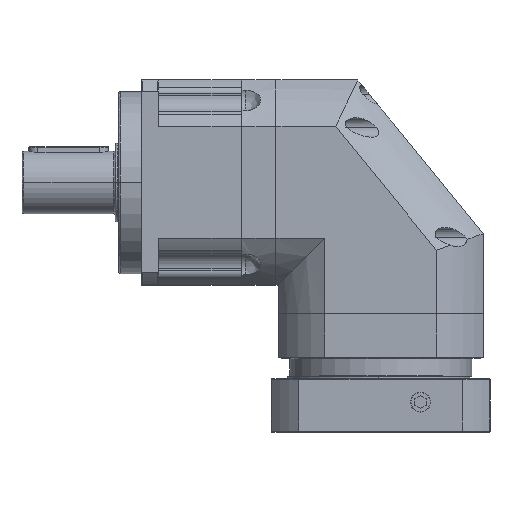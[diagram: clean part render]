
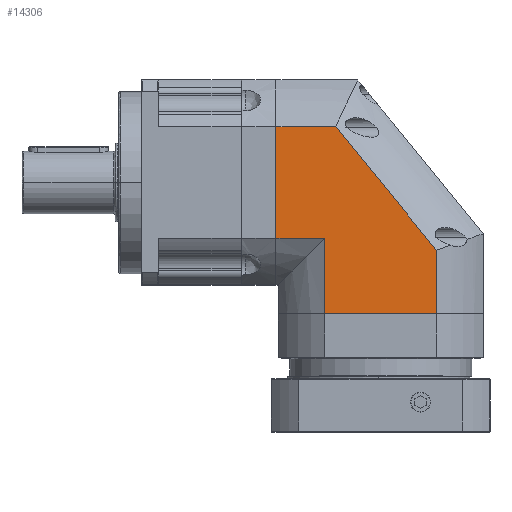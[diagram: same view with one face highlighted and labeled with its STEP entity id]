
A CAD part, top view. The second image highlights one B-rep face of the part: STEP entity #14306.
In plain terms, the highlighted face is planar.
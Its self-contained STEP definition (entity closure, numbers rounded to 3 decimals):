
#13 = EDGE_CURVE ( 'NONE', #30189, #31933, #24866, .T. ) ;
#643 = CARTESIAN_POINT ( 'NONE',  ( -90., 49.054, 92. ) ) ;
#1408 = CARTESIAN_POINT ( 'NONE',  ( -90., 49.054, 49.054 ) ) ;
#1527 = LINE ( 'NONE', #30770, #13804 ) ;
#1571 = VECTOR ( 'NONE', #3972, 1000. ) ;
#1818 = EDGE_CURVE ( 'NONE', #30411, #27513, #13205, .T. ) ;
#3972 = DIRECTION ( 'NONE',  ( 0., 1., 0. ) ) ;
#4348 = ORIENTED_EDGE ( 'NONE', *, *, #13, .F. ) ;
#5174 = ORIENTED_EDGE ( 'NONE', *, *, #19528, .F. ) ;
#5568 = DIRECTION ( 'NONE',  ( 0., 0., -1. ) ) ;
#5777 = ORIENTED_EDGE ( 'NONE', *, *, #1818, .F. ) ;
#5842 = CARTESIAN_POINT ( 'NONE',  ( -90., -49.054, 92. ) ) ;
#6648 = ORIENTED_EDGE ( 'NONE', *, *, #27543, .F. ) ;
#6657 = LINE ( 'NONE', #23209, #16179 ) ;
#8521 = CARTESIAN_POINT ( 'NONE',  ( -90., -49.054, -92. ) ) ;
#8728 = EDGE_LOOP ( 'NONE', ( #32114, #29351, #6648, #4348, #5174, #5777, #30106 ) ) ;
#8783 = CARTESIAN_POINT ( 'NONE',  ( -90., -115., -49.054 ) ) ;
#8909 = LINE ( 'NONE', #25292, #1571 ) ;
#11386 = DIRECTION ( 'NONE',  ( 1., 0., 0. ) ) ;
#11970 = VECTOR ( 'NONE', #22044, 1000. ) ;
#12160 = CARTESIAN_POINT ( 'NONE',  ( -90., 49.054, -39.454 ) ) ;
#12481 = AXIS2_PLACEMENT_3D ( 'NONE', #643, #11386, #5568 ) ;
#13205 = LINE ( 'NONE', #26400, #19353 ) ;
#13700 = PLANE ( 'NONE',  #12481 ) ;
#13804 = VECTOR ( 'NONE', #25300, 1000. ) ;
#14306 = ADVANCED_FACE ( 'NONE', ( #24947 ), #13700, .F. ) ;
#16179 = VECTOR ( 'NONE', #28152, 1000. ) ;
#16272 = LINE ( 'NONE', #21535, #25552 ) ;
#16385 = EDGE_CURVE ( 'NONE', #20866, #30411, #31151, .T. ) ;
#16619 = DIRECTION ( 'NONE',  ( 0., -0.775, 0.632 ) ) ;
#17639 = VERTEX_POINT ( 'NONE', #12160 ) ;
#19353 = VECTOR ( 'NONE', #34669, 1000. ) ;
#19528 = EDGE_CURVE ( 'NONE', #27513, #30189, #8909, .T. ) ;
#20866 = VERTEX_POINT ( 'NONE', #33349 ) ;
#21282 = EDGE_CURVE ( 'NONE', #17639, #20866, #16272, .T. ) ;
#21535 = CARTESIAN_POINT ( 'NONE',  ( -90., 49.054, -39.454 ) ) ;
#22044 = DIRECTION ( 'NONE',  ( 0., 0., -1. ) ) ;
#23092 = VECTOR ( 'NONE', #31500, 1000. ) ;
#23209 = CARTESIAN_POINT ( 'NONE',  ( -90., 49.054, -92. ) ) ;
#24866 = LINE ( 'NONE', #5842, #11970 ) ;
#24947 = FACE_OUTER_BOUND ( 'NONE', #8728, .T. ) ;
#25281 = CARTESIAN_POINT ( 'NONE',  ( -90., -115., 49.054 ) ) ;
#25292 = CARTESIAN_POINT ( 'NONE',  ( -90., 49.054, -49.054 ) ) ;
#25300 = DIRECTION ( 'NONE',  ( 0., 0., 1. ) ) ;
#25552 = VECTOR ( 'NONE', #16619, 1000. ) ;
#26400 = CARTESIAN_POINT ( 'NONE',  ( -90., -115., 0. ) ) ;
#27513 = VERTEX_POINT ( 'NONE', #8783 ) ;
#27543 = EDGE_CURVE ( 'NONE', #31933, #27676, #6657, .T. ) ;
#27676 = VERTEX_POINT ( 'NONE', #33762 ) ;
#28152 = DIRECTION ( 'NONE',  ( 0., 1., 0. ) ) ;
#29351 = ORIENTED_EDGE ( 'NONE', *, *, #31691, .F. ) ;
#30106 = ORIENTED_EDGE ( 'NONE', *, *, #16385, .F. ) ;
#30189 = VERTEX_POINT ( 'NONE', #34639 ) ;
#30411 = VERTEX_POINT ( 'NONE', #25281 ) ;
#30770 = CARTESIAN_POINT ( 'NONE',  ( -90., 49.054, 92. ) ) ;
#31151 = LINE ( 'NONE', #1408, #23092 ) ;
#31500 = DIRECTION ( 'NONE',  ( 0., -1., 0. ) ) ;
#31691 = EDGE_CURVE ( 'NONE', #27676, #17639, #1527, .T. ) ;
#31933 = VERTEX_POINT ( 'NONE', #8521 ) ;
#32114 = ORIENTED_EDGE ( 'NONE', *, *, #21282, .F. ) ;
#33349 = CARTESIAN_POINT ( 'NONE',  ( -90., -59.57, 49.054 ) ) ;
#33762 = CARTESIAN_POINT ( 'NONE',  ( -90., 49.054, -92. ) ) ;
#34639 = CARTESIAN_POINT ( 'NONE',  ( -90., -49.054, -49.054 ) ) ;
#34669 = DIRECTION ( 'NONE',  ( 0., 0., -1. ) ) ;
